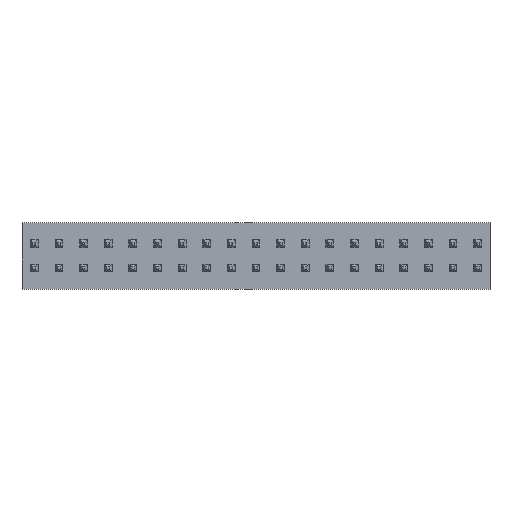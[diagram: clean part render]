
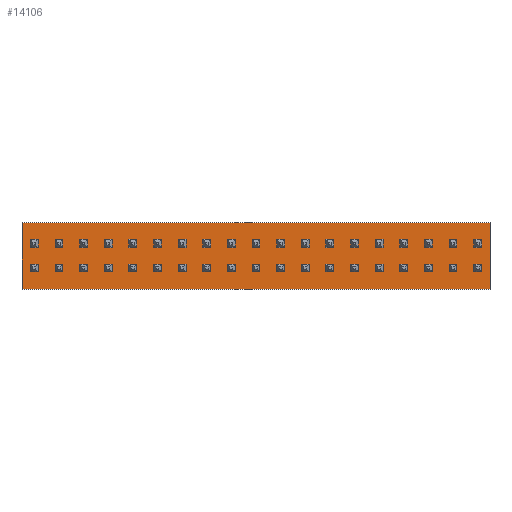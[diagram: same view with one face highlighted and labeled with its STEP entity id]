
A CAD part, top view. The second image highlights one B-rep face of the part: STEP entity #14106.
In plain terms, the highlighted face is planar.
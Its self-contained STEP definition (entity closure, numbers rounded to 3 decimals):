
#13974 = EDGE_CURVE('',#13975,#13977,#13979,.T.);
#13975 = VERTEX_POINT('',#13976);
#13976 = CARTESIAN_POINT('',(-12.065,1.778,-1.715));
#13977 = VERTEX_POINT('',#13978);
#13978 = CARTESIAN_POINT('',(-12.065,1.778,1.715));
#13979 = LINE('',#13980,#13981);
#13980 = CARTESIAN_POINT('',(-12.065,1.778,-1.715));
#13981 = VECTOR('',#13982,1.);
#13982 = DIRECTION('',(0.,0.,1.));
#14014 = EDGE_CURVE('',#13977,#14015,#14017,.T.);
#14015 = VERTEX_POINT('',#14016);
#14016 = CARTESIAN_POINT('',(12.065,1.778,1.715));
#14017 = LINE('',#14018,#14019);
#14018 = CARTESIAN_POINT('',(-12.065,1.778,1.715));
#14019 = VECTOR('',#14020,1.);
#14020 = DIRECTION('',(1.,0.,0.));
#14045 = EDGE_CURVE('',#14015,#14046,#14048,.T.);
#14046 = VERTEX_POINT('',#14047);
#14047 = CARTESIAN_POINT('',(12.065,1.778,-1.715));
#14048 = LINE('',#14049,#14050);
#14049 = CARTESIAN_POINT('',(12.065,1.778,1.715));
#14050 = VECTOR('',#14051,1.);
#14051 = DIRECTION('',(0.,0.,-1.));
#14076 = EDGE_CURVE('',#14046,#13975,#14077,.T.);
#14077 = LINE('',#14078,#14079);
#14078 = CARTESIAN_POINT('',(12.065,1.778,-1.715));
#14079 = VECTOR('',#14080,1.);
#14080 = DIRECTION('',(-1.,0.,0.));
#14106 = ADVANCED_FACE('',(#14107),#14113,.T.);
#14107 = FACE_BOUND('',#14108,.T.);
#14108 = EDGE_LOOP('',(#14109,#14110,#14111,#14112));
#14109 = ORIENTED_EDGE('',*,*,#13974,.T.);
#14110 = ORIENTED_EDGE('',*,*,#14014,.T.);
#14111 = ORIENTED_EDGE('',*,*,#14045,.T.);
#14112 = ORIENTED_EDGE('',*,*,#14076,.T.);
#14113 = PLANE('',#14114);
#14114 = AXIS2_PLACEMENT_3D('',#14115,#14116,#14117);
#14115 = CARTESIAN_POINT('',(0.,1.778,0.));
#14116 = DIRECTION('',(0.,1.,0.));
#14117 = DIRECTION('',(0.,-0.,1.));
